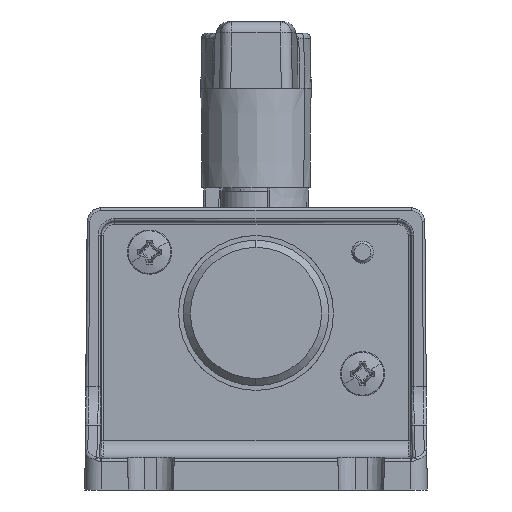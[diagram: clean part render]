
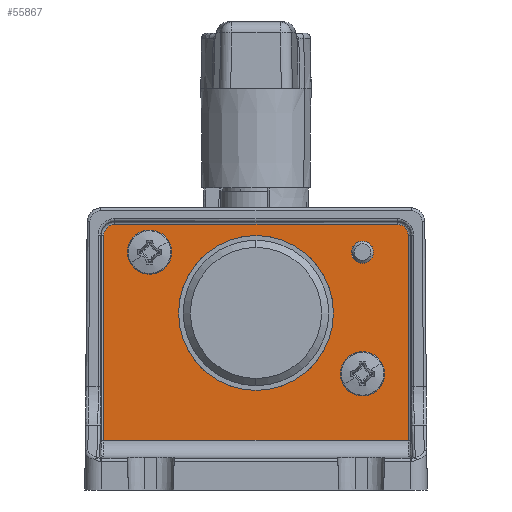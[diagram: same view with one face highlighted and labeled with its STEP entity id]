
A CAD part, front view. The second image highlights one B-rep face of the part: STEP entity #55867.
In plain terms, the highlighted planar face has unit normal (0, -1, 0).
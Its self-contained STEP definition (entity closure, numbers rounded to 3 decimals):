
#53055=CARTESIAN_POINT('Axis2P3D Location',(0.,-120.6,0.)) ;
#53059=CARTESIAN_POINT('Vertex',(0.,-120.6,-14.)) ;
#53061=CARTESIAN_POINT('Vertex',(0.,-120.6,14.)) ;
#53082=CARTESIAN_POINT('Axis2P3D Location',(0.,-120.6,0.)) ;
#53190=CARTESIAN_POINT('Axis2P3D Location',(19.25,-120.6,11.)) ;
#53194=CARTESIAN_POINT('Vertex',(19.25,-120.6,9.)) ;
#53196=CARTESIAN_POINT('Vertex',(19.25,-120.6,13.)) ;
#53217=CARTESIAN_POINT('Axis2P3D Location',(19.25,-120.6,11.)) ;
#55744=CARTESIAN_POINT('Axis2P3D Location',(0.,-120.6,-32.)) ;
#55749=CARTESIAN_POINT('Line Origine',(27.509,-120.6,-4.521)) ;
#55753=CARTESIAN_POINT('Vertex',(27.509,-120.6,-23.052)) ;
#55755=CARTESIAN_POINT('Vertex',(27.509,-120.6,14.009)) ;
#55759=CARTESIAN_POINT('Control Point',(25.509,-120.6,16.009)) ;
#55760=CARTESIAN_POINT('Control Point',(25.597,-120.6,16.009)) ;
#55761=CARTESIAN_POINT('Control Point',(25.685,-120.6,16.004)) ;
#55762=CARTESIAN_POINT('Control Point',(25.773,-120.6,15.994)) ;
#55763=CARTESIAN_POINT('Control Point',(26.123,-120.6,15.936)) ;
#55764=CARTESIAN_POINT('Control Point',(26.456,-120.6,15.801)) ;
#55765=CARTESIAN_POINT('Control Point',(26.687,-120.6,15.658)) ;
#55766=CARTESIAN_POINT('Control Point',(27.092,-120.6,15.302)) ;
#55767=CARTESIAN_POINT('Control Point',(27.36,-120.6,14.835)) ;
#55768=CARTESIAN_POINT('Control Point',(27.453,-120.6,14.58)) ;
#55769=CARTESIAN_POINT('Control Point',(27.504,-120.6,14.307)) ;
#55770=CARTESIAN_POINT('Control Point',(27.509,-120.6,14.033)) ;
#55771=CARTESIAN_POINT('Control Point',(27.509,-120.6,14.025)) ;
#55772=CARTESIAN_POINT('Control Point',(27.509,-120.6,14.017)) ;
#55773=CARTESIAN_POINT('Control Point',(27.509,-120.6,14.009)) ;
#55774=CARTESIAN_POINT('Vertex',(25.509,-120.6,16.009)) ;
#55777=CARTESIAN_POINT('Line Origine',(0.,-120.6,16.009)) ;
#55781=CARTESIAN_POINT('Vertex',(-25.509,-120.6,16.009)) ;
#55785=CARTESIAN_POINT('Control Point',(-27.509,-120.6,14.009)) ;
#55786=CARTESIAN_POINT('Control Point',(-27.509,-120.6,14.097)) ;
#55787=CARTESIAN_POINT('Control Point',(-27.504,-120.6,14.185)) ;
#55788=CARTESIAN_POINT('Control Point',(-27.494,-120.6,14.273)) ;
#55789=CARTESIAN_POINT('Control Point',(-27.436,-120.6,14.623)) ;
#55790=CARTESIAN_POINT('Control Point',(-27.301,-120.6,14.956)) ;
#55791=CARTESIAN_POINT('Control Point',(-27.158,-120.6,15.187)) ;
#55792=CARTESIAN_POINT('Control Point',(-26.802,-120.6,15.592)) ;
#55793=CARTESIAN_POINT('Control Point',(-26.335,-120.6,15.86)) ;
#55794=CARTESIAN_POINT('Control Point',(-26.08,-120.6,15.953)) ;
#55795=CARTESIAN_POINT('Control Point',(-25.807,-120.6,16.004)) ;
#55796=CARTESIAN_POINT('Control Point',(-25.533,-120.6,16.009)) ;
#55797=CARTESIAN_POINT('Control Point',(-25.525,-120.6,16.009)) ;
#55798=CARTESIAN_POINT('Control Point',(-25.517,-120.6,16.009)) ;
#55799=CARTESIAN_POINT('Control Point',(-25.509,-120.6,16.009)) ;
#55800=CARTESIAN_POINT('Vertex',(-27.509,-120.6,14.009)) ;
#55803=CARTESIAN_POINT('Line Origine',(-27.509,-120.6,-4.521)) ;
#55807=CARTESIAN_POINT('Vertex',(-27.509,-120.6,-23.052)) ;
#55810=CARTESIAN_POINT('Line Origine',(0.,-120.6,-23.052)) ;
#55823=CARTESIAN_POINT('Axis2P3D Location',(19.25,-120.6,-11.)) ;
#55827=CARTESIAN_POINT('Vertex',(22.76,-120.6,-9.082)) ;
#55829=CARTESIAN_POINT('Vertex',(15.74,-120.6,-12.918)) ;
#55832=CARTESIAN_POINT('Axis2P3D Location',(19.25,-120.6,-11.)) ;
#55841=CARTESIAN_POINT('Axis2P3D Location',(-19.25,-120.6,11.)) ;
#55845=CARTESIAN_POINT('Vertex',(-15.745,-120.6,12.927)) ;
#55847=CARTESIAN_POINT('Vertex',(-22.755,-120.6,9.073)) ;
#55850=CARTESIAN_POINT('Axis2P3D Location',(-19.25,-120.6,11.)) ;
#55751=VECTOR('Line Direction',#55750,1.) ;
#55779=VECTOR('Line Direction',#55778,1.) ;
#55805=VECTOR('Line Direction',#55804,1.) ;
#55812=VECTOR('Line Direction',#55811,1.) ;
#53056=DIRECTION('Axis2P3D Direction',(0.,1.,0.)) ;
#53083=DIRECTION('Axis2P3D Direction',(0.,1.,0.)) ;
#53191=DIRECTION('Axis2P3D Direction',(0.,1.,0.)) ;
#53218=DIRECTION('Axis2P3D Direction',(0.,1.,0.)) ;
#55745=DIRECTION('Axis2P3D Direction',(0.,1.,0.)) ;
#55746=DIRECTION('Axis2P3D XDirection',(0.,0.,1.)) ;
#55750=DIRECTION('Vector Direction',(0.,0.,1.)) ;
#55778=DIRECTION('Vector Direction',(-1.,0.,0.)) ;
#55804=DIRECTION('Vector Direction',(0.,0.,1.)) ;
#55811=DIRECTION('Vector Direction',(1.,0.,0.)) ;
#55824=DIRECTION('Axis2P3D Direction',(0.,1.,0.)) ;
#55833=DIRECTION('Axis2P3D Direction',(0.,1.,0.)) ;
#55842=DIRECTION('Axis2P3D Direction',(0.,1.,0.)) ;
#55851=DIRECTION('Axis2P3D Direction',(0.,1.,0.)) ;
#53057=AXIS2_PLACEMENT_3D('Circle Axis2P3D',#53055,#53056,$) ;
#53084=AXIS2_PLACEMENT_3D('Circle Axis2P3D',#53082,#53083,$) ;
#53192=AXIS2_PLACEMENT_3D('Circle Axis2P3D',#53190,#53191,$) ;
#53219=AXIS2_PLACEMENT_3D('Circle Axis2P3D',#53217,#53218,$) ;
#55747=AXIS2_PLACEMENT_3D('Plane Axis2P3D',#55744,#55745,#55746) ;
#55825=AXIS2_PLACEMENT_3D('Circle Axis2P3D',#55823,#55824,$) ;
#55834=AXIS2_PLACEMENT_3D('Circle Axis2P3D',#55832,#55833,$) ;
#55843=AXIS2_PLACEMENT_3D('Circle Axis2P3D',#55841,#55842,$) ;
#55852=AXIS2_PLACEMENT_3D('Circle Axis2P3D',#55850,#55851,$) ;
#55752=LINE('Line',#55749,#55751) ;
#55780=LINE('Line',#55777,#55779) ;
#55806=LINE('Line',#55803,#55805) ;
#55813=LINE('Line',#55810,#55812) ;
#53058=CIRCLE('generated circle',#53057,14.) ;
#53085=CIRCLE('generated circle',#53084,14.) ;
#53193=CIRCLE('generated circle',#53192,2.) ;
#53220=CIRCLE('generated circle',#53219,2.) ;
#55826=CIRCLE('generated circle',#55825,4.) ;
#55835=CIRCLE('generated circle',#55834,4.) ;
#55844=CIRCLE('generated circle',#55843,4.) ;
#55853=CIRCLE('generated circle',#55852,4.) ;
#55748=PLANE('',#55747) ;
#55840=FACE_BOUND('',#55837,.T.) ;
#55858=FACE_BOUND('',#55855,.T.) ;
#55862=FACE_BOUND('',#55859,.T.) ;
#55866=FACE_BOUND('',#55863,.T.) ;
#53063=EDGE_CURVE('',#53060,#53062,#53058,.T.) ;
#53086=EDGE_CURVE('',#53062,#53060,#53085,.T.) ;
#53198=EDGE_CURVE('',#53195,#53197,#53193,.T.) ;
#53221=EDGE_CURVE('',#53197,#53195,#53220,.T.) ;
#55757=EDGE_CURVE('',#55754,#55756,#55752,.T.) ;
#55776=EDGE_CURVE('',#55756,#55775,#55758,.F.) ;
#55783=EDGE_CURVE('',#55775,#55782,#55780,.T.) ;
#55802=EDGE_CURVE('',#55782,#55801,#55784,.F.) ;
#55809=EDGE_CURVE('',#55801,#55808,#55806,.F.) ;
#55814=EDGE_CURVE('',#55754,#55808,#55813,.F.) ;
#55831=EDGE_CURVE('',#55828,#55830,#55826,.F.) ;
#55836=EDGE_CURVE('',#55830,#55828,#55835,.F.) ;
#55849=EDGE_CURVE('',#55846,#55848,#55844,.F.) ;
#55854=EDGE_CURVE('',#55848,#55846,#55853,.F.) ;
#55816=ORIENTED_EDGE('',*,*,#55757,.T.) ;
#55817=ORIENTED_EDGE('',*,*,#55776,.T.) ;
#55818=ORIENTED_EDGE('',*,*,#55783,.T.) ;
#55819=ORIENTED_EDGE('',*,*,#55802,.T.) ;
#55820=ORIENTED_EDGE('',*,*,#55809,.T.) ;
#55821=ORIENTED_EDGE('',*,*,#55814,.F.) ;
#55838=ORIENTED_EDGE('',*,*,#55831,.F.) ;
#55839=ORIENTED_EDGE('',*,*,#55836,.F.) ;
#55856=ORIENTED_EDGE('',*,*,#55849,.F.) ;
#55857=ORIENTED_EDGE('',*,*,#55854,.F.) ;
#55860=ORIENTED_EDGE('',*,*,#53063,.T.) ;
#55861=ORIENTED_EDGE('',*,*,#53086,.T.) ;
#55864=ORIENTED_EDGE('',*,*,#53198,.T.) ;
#55865=ORIENTED_EDGE('',*,*,#53221,.T.) ;
#55815=EDGE_LOOP('',(#55816,#55817,#55818,#55819,#55820,#55821)) ;
#55837=EDGE_LOOP('',(#55838,#55839)) ;
#55855=EDGE_LOOP('',(#55856,#55857)) ;
#55859=EDGE_LOOP('',(#55860,#55861)) ;
#55863=EDGE_LOOP('',(#55864,#55865)) ;
#53060=VERTEX_POINT('',#53059) ;
#53062=VERTEX_POINT('',#53061) ;
#53195=VERTEX_POINT('',#53194) ;
#53197=VERTEX_POINT('',#53196) ;
#55754=VERTEX_POINT('',#55753) ;
#55756=VERTEX_POINT('',#55755) ;
#55775=VERTEX_POINT('',#55774) ;
#55782=VERTEX_POINT('',#55781) ;
#55801=VERTEX_POINT('',#55800) ;
#55808=VERTEX_POINT('',#55807) ;
#55828=VERTEX_POINT('',#55827) ;
#55830=VERTEX_POINT('',#55829) ;
#55846=VERTEX_POINT('',#55845) ;
#55848=VERTEX_POINT('',#55847) ;
#55867=ADVANCED_FACE('PartBody',(#55822,#55840,#55858,#55862,#55866),#55748,.F.) ;
#55758=B_SPLINE_CURVE_WITH_KNOTS('',5,(#55759,#55760,#55761,#55762,#55763,#55764,#55765,#55766,#55767,#55768,#55769,#55770,#55771,#55772,#55773),.UNSPECIFIED.,.F.,.U.,(6,3,3,3,6),(7.545,8.252,10.38,12.509,12.574),.UNSPECIFIED.) ;
#55784=B_SPLINE_CURVE_WITH_KNOTS('',5,(#55785,#55786,#55787,#55788,#55789,#55790,#55791,#55792,#55793,#55794,#55795,#55796,#55797,#55798,#55799),.UNSPECIFIED.,.F.,.U.,(6,3,3,3,6),(7.545,8.252,10.38,12.509,12.574),.UNSPECIFIED.) ;
#55822=FACE_OUTER_BOUND('',#55815,.T.) ;
